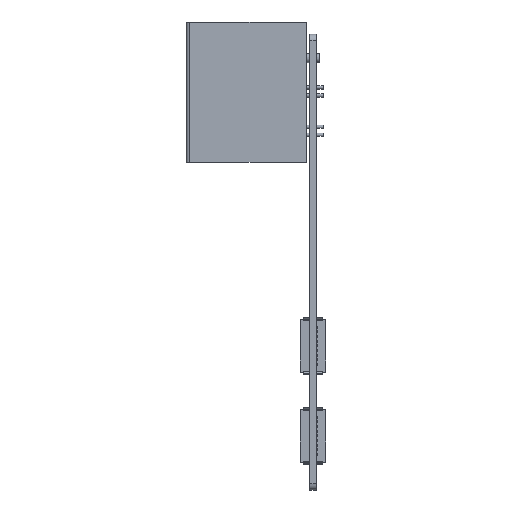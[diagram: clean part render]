
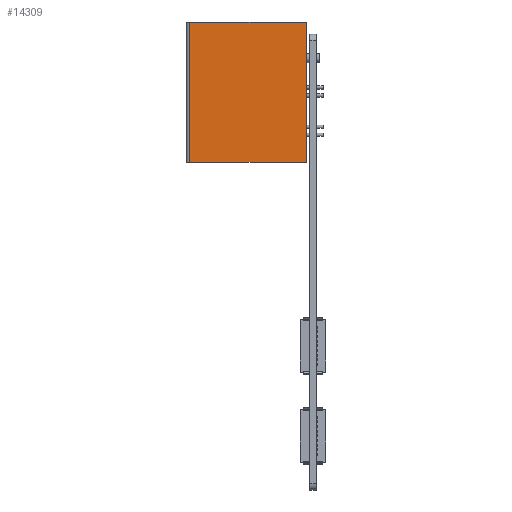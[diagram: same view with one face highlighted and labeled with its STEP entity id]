
A CAD part, left-side view. The second image highlights one B-rep face of the part: STEP entity #14309.
In plain terms, the highlighted planar face has unit normal (-1, 0, 0).
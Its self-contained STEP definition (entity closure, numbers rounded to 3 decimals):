
#1230 = ORIENTED_EDGE ( 'NONE', *, *, #23473, .T. ) ;
#2055 = CARTESIAN_POINT ( 'NONE',  ( -11., -9., 0. ) ) ;
#4417 = VECTOR ( 'NONE', #22984, 1000. ) ;
#6300 = DIRECTION ( 'NONE',  ( 0., -1., 0. ) ) ;
#6685 = DIRECTION ( 'NONE',  ( 0., -1., 0. ) ) ;
#6990 = EDGE_CURVE ( 'NONE', #24334, #20744, #22420, .T. ) ;
#7592 = PLANE ( 'NONE',  #9434 ) ;
#7930 = CARTESIAN_POINT ( 'NONE',  ( -11., -9., -21. ) ) ;
#8311 = ORIENTED_EDGE ( 'NONE', *, *, #27646, .T. ) ;
#8864 = ORIENTED_EDGE ( 'NONE', *, *, #6990, .T. ) ;
#9434 = AXIS2_PLACEMENT_3D ( 'NONE', #10018, #12298, #16818 ) ;
#10018 = CARTESIAN_POINT ( 'NONE',  ( -11., -9., -21. ) ) ;
#11586 = VECTOR ( 'NONE', #6300, 1000. ) ;
#12298 = DIRECTION ( 'NONE',  ( -1., 0., 0. ) ) ;
#12514 = ORIENTED_EDGE ( 'NONE', *, *, #16468, .F. ) ;
#13745 = CARTESIAN_POINT ( 'NONE',  ( -11., -9., -21. ) ) ;
#13878 = LINE ( 'NONE', #2055, #11586 ) ;
#14309 = ADVANCED_FACE ( 'NONE', ( #26075 ), #7592, .T. ) ;
#14706 = VECTOR ( 'NONE', #22272, 1000. ) ;
#15424 = CARTESIAN_POINT ( 'NONE',  ( -11., 8.5, -21. ) ) ;
#15610 = CARTESIAN_POINT ( 'NONE',  ( -11., -9., -21. ) ) ;
#16286 = CARTESIAN_POINT ( 'NONE',  ( -11., 8.5, 0. ) ) ;
#16468 = EDGE_CURVE ( 'NONE', #24334, #28595, #13878, .T. ) ;
#16818 = DIRECTION ( 'NONE',  ( 0., 0., 1. ) ) ;
#17750 = EDGE_LOOP ( 'NONE', ( #12514, #8864, #8311, #1230 ) ) ;
#17881 = LINE ( 'NONE', #15610, #25167 ) ;
#19718 = CARTESIAN_POINT ( 'NONE',  ( -11., -9., 0. ) ) ;
#20744 = VERTEX_POINT ( 'NONE', #28665 ) ;
#22272 = DIRECTION ( 'NONE',  ( 0., 0., -1. ) ) ;
#22420 = LINE ( 'NONE', #15424, #14706 ) ;
#22846 = LINE ( 'NONE', #13745, #4417 ) ;
#22984 = DIRECTION ( 'NONE',  ( 0., 0., 1. ) ) ;
#23473 = EDGE_CURVE ( 'NONE', #27260, #28595, #22846, .T. ) ;
#24334 = VERTEX_POINT ( 'NONE', #16286 ) ;
#25167 = VECTOR ( 'NONE', #6685, 1000. ) ;
#26075 = FACE_OUTER_BOUND ( 'NONE', #17750, .T. ) ;
#27260 = VERTEX_POINT ( 'NONE', #7930 ) ;
#27646 = EDGE_CURVE ( 'NONE', #20744, #27260, #17881, .T. ) ;
#28595 = VERTEX_POINT ( 'NONE', #19718 ) ;
#28665 = CARTESIAN_POINT ( 'NONE',  ( -11., 8.5, -21. ) ) ;
